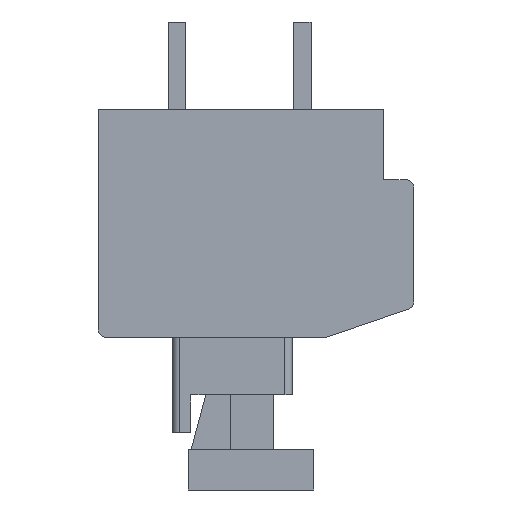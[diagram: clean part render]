
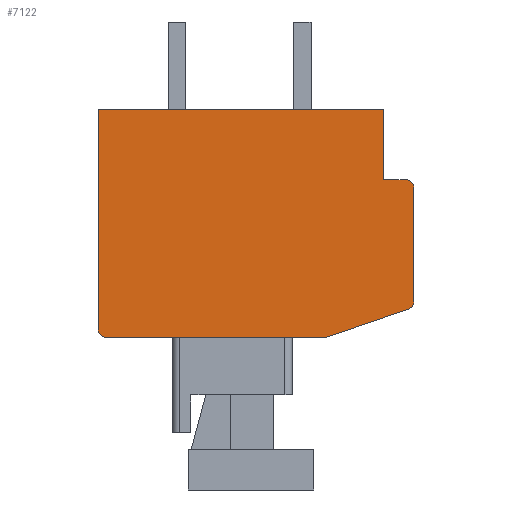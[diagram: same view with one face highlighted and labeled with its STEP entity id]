
A CAD part, front view. The second image highlights one B-rep face of the part: STEP entity #7122.
In plain terms, the highlighted planar face has unit normal (0, -1, 0).
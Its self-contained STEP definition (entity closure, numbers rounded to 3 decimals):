
#1=CARTESIAN_POINT('',(6.,-48.6,-3.136));
#2=DIRECTION('',(0.,-1.,0.));
#3=DIRECTION('',(0.324,0.,-0.946));
#4=AXIS2_PLACEMENT_3D('',#1,#2,#3);
#6=DIRECTION('',(-0.946,0.,-0.324));
#7=VECTOR('',#6,3.486);
#8=CARTESIAN_POINT('',(6.097,-48.6,-3.419));
#9=LINE('',#8,#7);
#10=DIRECTION('',(-1.,0.,0.));
#11=VECTOR('',#10,8.8);
#12=CARTESIAN_POINT('',(2.8,-48.6,-4.55));
#13=LINE('',#12,#11);
#14=CARTESIAN_POINT('',(-6.,-48.6,-4.25));
#15=DIRECTION('',(0.,-1.,0.));
#16=DIRECTION('',(-1.,0.,0.));
#17=AXIS2_PLACEMENT_3D('',#14,#15,#16);
#19=DIRECTION('',(0.,0.,1.));
#20=VECTOR('',#19,8.8);
#21=CARTESIAN_POINT('',(-6.3,-48.6,-4.25));
#22=LINE('',#21,#20);
#23=DIRECTION('',(1.,0.,0.));
#24=VECTOR('',#23,11.4);
#25=CARTESIAN_POINT('',(-6.3,-48.6,4.55));
#26=LINE('',#25,#24);
#27=DIRECTION('',(0.,0.,-1.));
#28=VECTOR('',#27,2.8);
#29=CARTESIAN_POINT('',(5.1,-48.6,4.55));
#30=LINE('',#29,#28);
#31=DIRECTION('',(1.,0.,0.));
#32=VECTOR('',#31,0.9);
#33=CARTESIAN_POINT('',(5.1,-48.6,1.75));
#34=LINE('',#33,#32);
#35=CARTESIAN_POINT('',(6.,-48.6,1.45));
#36=DIRECTION('',(0.,-1.,0.));
#37=DIRECTION('',(1.,0.,0.));
#38=AXIS2_PLACEMENT_3D('',#35,#36,#37);
#40=DIRECTION('',(0.,0.,-1.));
#41=VECTOR('',#40,4.586);
#42=CARTESIAN_POINT('',(6.3,-48.6,1.45));
#43=LINE('',#42,#41);
#5423=CARTESIAN_POINT('',(-6.3,-48.6,4.55));
#5424=CARTESIAN_POINT('',(5.1,-48.6,4.55));
#5425=VERTEX_POINT('',#5423);
#5426=VERTEX_POINT('',#5424);
#5427=CARTESIAN_POINT('',(5.1,-48.6,1.75));
#5428=VERTEX_POINT('',#5427);
#5429=CARTESIAN_POINT('',(6.097,-48.6,-3.419));
#5430=CARTESIAN_POINT('',(6.3,-48.6,-3.136));
#5431=VERTEX_POINT('',#5429);
#5432=VERTEX_POINT('',#5430);
#5433=CARTESIAN_POINT('',(6.3,-48.6,1.45));
#5434=CARTESIAN_POINT('',(6.,-48.6,1.75));
#5435=VERTEX_POINT('',#5433);
#5436=VERTEX_POINT('',#5434);
#5437=CARTESIAN_POINT('',(-6.3,-48.6,-4.25));
#5438=CARTESIAN_POINT('',(-6.,-48.6,-4.55));
#5439=VERTEX_POINT('',#5437);
#5440=VERTEX_POINT('',#5438);
#5441=CARTESIAN_POINT('',(2.8,-48.6,-4.55));
#5442=VERTEX_POINT('',#5441);
#7095=CARTESIAN_POINT('',(0.,-48.6,0.));
#7096=DIRECTION('',(0.,1.,0.));
#7097=DIRECTION('',(1.,0.,0.));
#7098=AXIS2_PLACEMENT_3D('',#7095,#7096,#7097);
#7099=PLANE('',#7098);
#7101=ORIENTED_EDGE('',*,*,#7100,.F.);
#7103=ORIENTED_EDGE('',*,*,#7102,.T.);
#7105=ORIENTED_EDGE('',*,*,#7104,.T.);
#7107=ORIENTED_EDGE('',*,*,#7106,.F.);
#7109=ORIENTED_EDGE('',*,*,#7108,.T.);
#7111=ORIENTED_EDGE('',*,*,#7110,.T.);
#7113=ORIENTED_EDGE('',*,*,#7112,.T.);
#7115=ORIENTED_EDGE('',*,*,#7114,.T.);
#7117=ORIENTED_EDGE('',*,*,#7116,.F.);
#7119=ORIENTED_EDGE('',*,*,#7118,.T.);
#7120=EDGE_LOOP('',(#7101,#7103,#7105,#7107,#7109,#7111,#7113,#7115,#7117,
#7119));
#7121=FACE_OUTER_BOUND('',#7120,.F.);
#7122=ADVANCED_FACE('',(#7121),#7099,.F.);
#5=CIRCLE('',#4,0.3);
#18=CIRCLE('',#17,0.3);
#39=CIRCLE('',#38,0.3);
#7100=EDGE_CURVE('',#5431,#5432,#5,.T.);
#7102=EDGE_CURVE('',#5431,#5442,#9,.T.);
#7104=EDGE_CURVE('',#5442,#5440,#13,.T.);
#7106=EDGE_CURVE('',#5439,#5440,#18,.T.);
#7108=EDGE_CURVE('',#5439,#5425,#22,.T.);
#7110=EDGE_CURVE('',#5425,#5426,#26,.T.);
#7112=EDGE_CURVE('',#5426,#5428,#30,.T.);
#7114=EDGE_CURVE('',#5428,#5436,#34,.T.);
#7116=EDGE_CURVE('',#5435,#5436,#39,.T.);
#7118=EDGE_CURVE('',#5435,#5432,#43,.T.);
